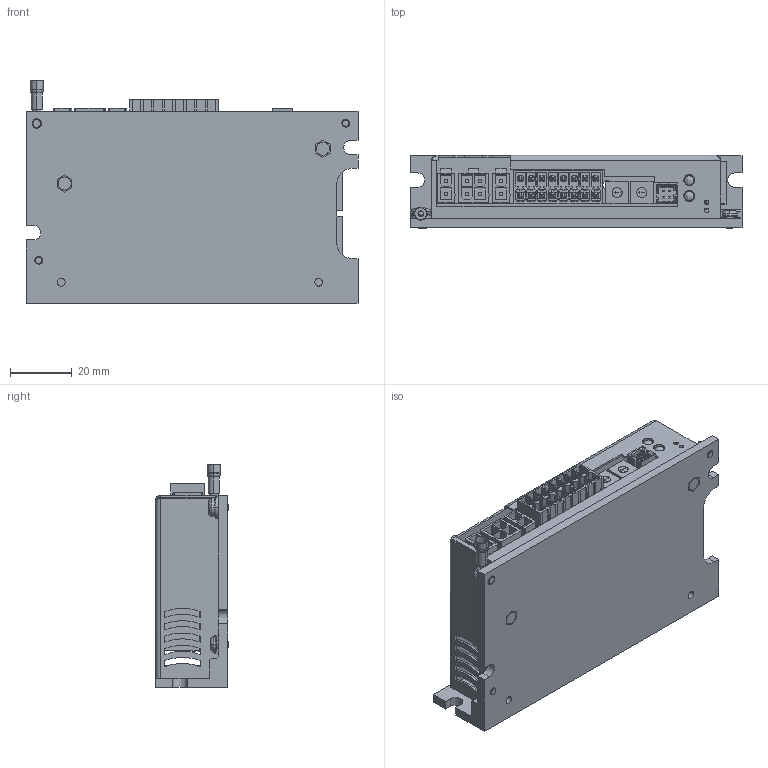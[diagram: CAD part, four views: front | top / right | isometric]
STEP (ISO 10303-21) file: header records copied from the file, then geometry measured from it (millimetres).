
FILE_DESCRIPTION (( 'STEP AP214' ), '1' );
FILE_NAME ('SW3D2042H241-01C0680.STEP', '2025-01-29T20:06:35', ( '' ), ( '' ), 'SwSTEP 2.0', 'SolidWorks 2021', '' );
FILE_SCHEMA (( 'AUTOMOTIVE_DESIGN' ));
Length unit declared in the file: inch
Products named in the file (1): SW3D2042H241-01C0680
Bounding box: 107.95 x 23.8 x 72.47 mm (x, y, z)
Volume: 52442 mm3; surface area: 61498.4 mm2
Topology: 21 solids, 21 shells, 3055 faces, 8471 edges, 5549 vertices
Faces by surface type: plane 2002, cylinder 837, cone 156, bspline 56, torus 4
Entity records: 98111 total; most frequent: CARTESIAN_POINT 21862, ORIENTED_EDGE 16802, DIRECTION 14484, EDGE_CURVE 8401, LINE 5846, VECTOR 5846, VERTEX_POINT 5549, AXIS2_PLACEMENT_3D 4319
